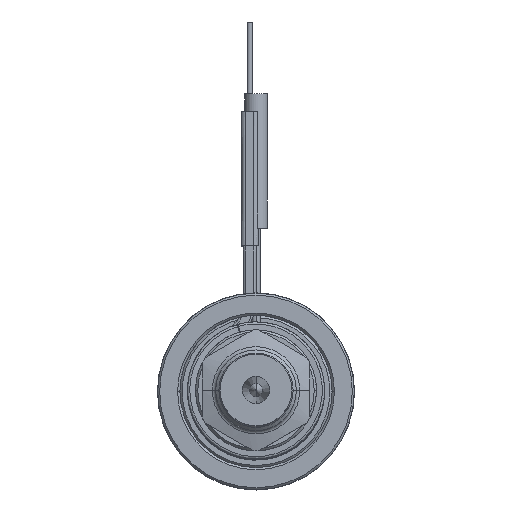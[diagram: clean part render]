
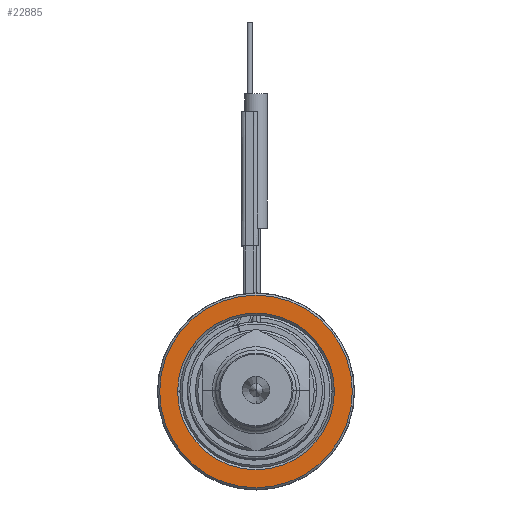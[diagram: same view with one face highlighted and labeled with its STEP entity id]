
A CAD part, top view. The second image highlights one B-rep face of the part: STEP entity #22885.
In plain terms, the highlighted planar face has unit normal (0, 0, 1).
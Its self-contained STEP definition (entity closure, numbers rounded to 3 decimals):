
#7833=CARTESIAN_POINT('',(0.,0.,40.));
#7834=DIRECTION('',(0.,0.,-1.));
#7835=DIRECTION('',(-1.,0.,0.));
#7836=AXIS2_PLACEMENT_3D('',#7833,#7834,#7835);
#7847=CARTESIAN_POINT('',(0.,0.,
40.));
#7848=DIRECTION('',(0.,0.,-1.));
#7849=DIRECTION('',(1.,0.,0.));
#7850=AXIS2_PLACEMENT_3D('',#7847,#7848,#7849);
#7861=CARTESIAN_POINT('',(0.,0.,
40.));
#7862=DIRECTION('',(0.,0.,-1.));
#7863=DIRECTION('',(1.,0.,0.));
#7864=AXIS2_PLACEMENT_3D('',#7861,#7862,#7863);
#7875=CARTESIAN_POINT('',(0.,0.,
40.));
#7876=DIRECTION('',(0.,0.,-1.));
#7877=DIRECTION('',(-1.,0.,0.));
#7878=AXIS2_PLACEMENT_3D('',#7875,#7876,#7877);
#8075=CARTESIAN_POINT('',(21.5,0.,40.));
#8076=CARTESIAN_POINT('',(-21.5,0.,40.));
#8077=VERTEX_POINT('',#8075);
#8078=VERTEX_POINT('',#8076);
#8079=CARTESIAN_POINT('',(17.5,0.,40.));
#8080=CARTESIAN_POINT('',(-17.5,0.,40.));
#8081=VERTEX_POINT('',#8079);
#8082=VERTEX_POINT('',#8080);
#22870=CARTESIAN_POINT('',(0.,0.,40.));
#22871=DIRECTION('',(0.,0.,1.));
#22872=DIRECTION('',(-1.,0.,0.));
#22873=AXIS2_PLACEMENT_3D('',#22870,#22871,#22872);
#22874=PLANE('',#22873);
#22875=ORIENTED_EDGE('',*,*,#22852,.T.);
#22876=ORIENTED_EDGE('',*,*,#22837,.T.);
#22877=EDGE_LOOP('',(#22875,#22876));
#22878=FACE_OUTER_BOUND('',#22877,.F.);
#22880=ORIENTED_EDGE('',*,*,#22879,.F.);
#22882=ORIENTED_EDGE('',*,*,#22881,.F.);
#22883=EDGE_LOOP('',(#22880,#22882));
#22884=FACE_BOUND('',#22883,.F.);
#7837=CIRCLE('',#7836,21.5);
#7851=CIRCLE('',#7850,21.5);
#7865=CIRCLE('',#7864,17.5);
#7879=CIRCLE('',#7878,17.5);
#22837=EDGE_CURVE('',#8078,#8077,#7837,.T.);
#22852=EDGE_CURVE('',#8077,#8078,#7851,.T.);
#22879=EDGE_CURVE('',#8081,#8082,#7865,.T.);
#22881=EDGE_CURVE('',#8082,#8081,#7879,.T.);
#22885=ADVANCED_FACE('',(#22878,#22884),#22874,.T.);
